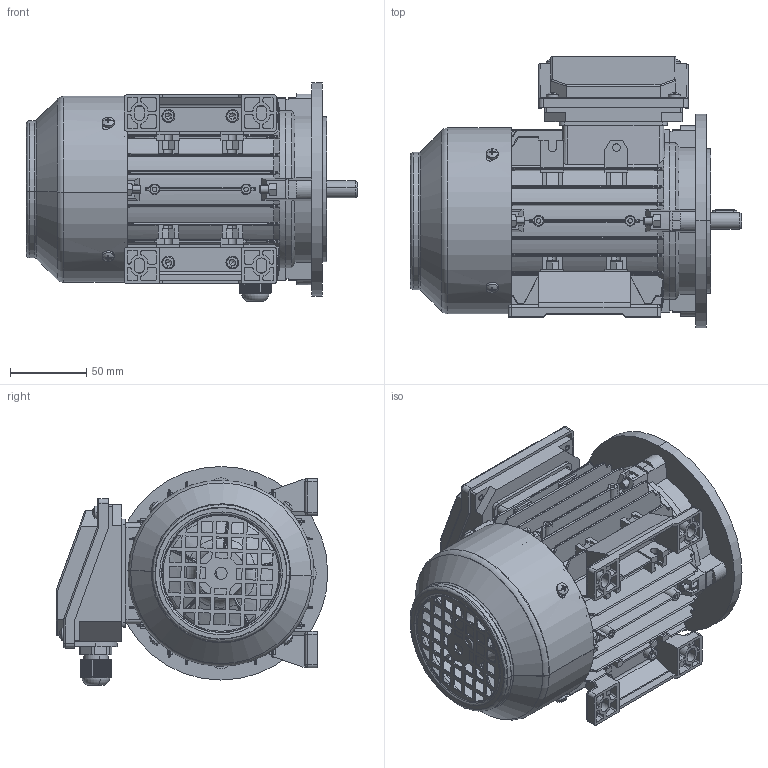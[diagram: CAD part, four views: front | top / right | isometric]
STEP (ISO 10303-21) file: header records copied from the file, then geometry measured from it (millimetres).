
FILE_DESCRIPTION (( 'STEP AP203' ), '1' );
FILE_NAME ('TAN63 B35蚾饜芞.STEP', '2016-08-22T00:43:23', ( 'Users' ), ( 'Microsoft' ), 'SwSTEP 2.0', 'SolidWorks 2008', '' );
FILE_SCHEMA (( 'CONFIG_CONTROL_DESIGN' ));
Length unit declared in the file: millimetre
Products named in the file (16): TAN63 后盖_默认; Plain parallel keys_GB_CONNECTING_PIECE_KEYS_CSK 4X16; TAN63 底脚_默认; Hexagon socket head cap screws GB_GB_FASTENER_SCREWS_HSHCS M5X25-N; TAN63 B5盖_默认; Cross recessed thread forming screws GB_GB_CROSS_SCREWS_TYPE138 M4X10-N; TAN63 B35蚾饜芞; TAN63 机壳_默认; MS63 风叶_默认; TA63风罩_默认; 出线螺套M16_默认; TAN63 转轴_默认; Hexagon nuts grade C GB_GB_FASTENER_NUT_SNC1 M5-N; Hexagon socket head cap screws GB_GB_FASTENER_SCREWS_HSHCS M5X16-N; TA63斜接线盒盖_默认; TA63斜接线盒座 （配新壳）_默认
Assembly tree (44 placements, depth 2):
  TAN63 B35蚾饜芞
    Hexagon nuts grade C GB_GB_FASTENER_NUT_SNC1 M5-N  x12
    MS63 风叶_默认
    TAN63 转轴_默认
    TAN63 B5盖_默认
    Cross recessed thread forming screws GB_GB_CROSS_SCREWS_TYPE138 M4X10-N  x8
    Hexagon socket head cap screws GB_GB_FASTENER_SCREWS_HSHCS M5X25-N  x8
    Hexagon socket head cap screws GB_GB_FASTENER_SCREWS_HSHCS M5X16-N  x4
    TA63风罩_默认
    TAN63 底脚_默认  x2
    TAN63 后盖_默认
    TAN63 机壳_默认
    出线螺套M16_默认
    TA63斜接线盒盖_默认
    TA63斜接线盒座 （配新壳）_默认
    Plain parallel keys_GB_CONNECTING_PIECE_KEYS_CSK 4X16
Bounding box: 217 x 178 x 143.54 mm (x, y, z)
Volume: 549175.4 mm3; surface area: 430944.2 mm2
Topology: 44 solids, 44 shells, 4136 faces, 10818 edges, 6830 vertices
Faces by surface type: plane 2009, cylinder 1068, bspline 494, cone 348, torus 179, sphere 38
Entity records: 121858 total; most frequent: CARTESIAN_POINT 39451, ORIENTED_EDGE 17986, DIRECTION 15112, EDGE_CURVE 8993, VERTEX_POINT 5722, AXIS2_PLACEMENT_3D 5292, VECTOR 4528, LINE 4528
